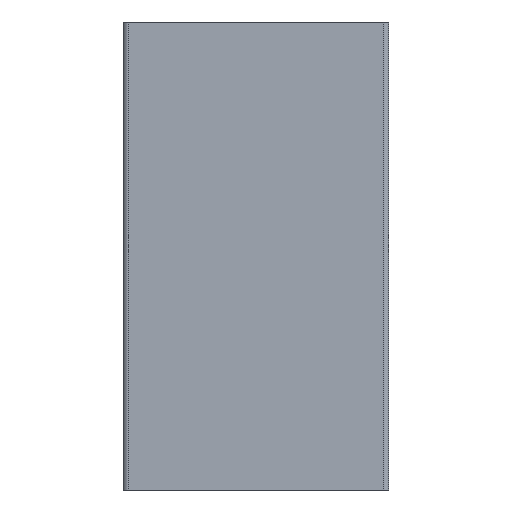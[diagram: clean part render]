
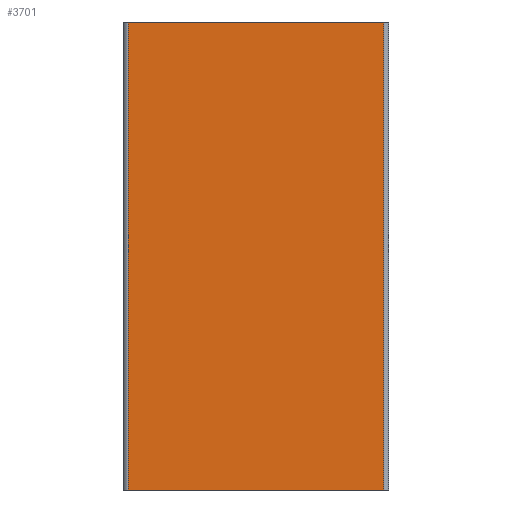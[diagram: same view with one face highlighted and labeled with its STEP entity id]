
A CAD part, left-side view. The second image highlights one B-rep face of the part: STEP entity #3701.
In plain terms, the highlighted planar face has unit normal (-1, 0, 0).
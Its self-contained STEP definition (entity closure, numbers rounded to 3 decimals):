
#560 = CARTESIAN_POINT ( 'NONE',  ( -60.723, 13.558, -22. ) ) ;
#821 = EDGE_LOOP ( 'NONE', ( #6683, #6706, #6659, #6652 ) ) ;
#1470 = EDGE_CURVE ( 'NONE', #5117, #5397, #1996, .T. ) ;
#1473 = EDGE_CURVE ( 'NONE', #5124, #5397, #1995, .T. ) ;
#1995 = LINE ( 'NONE', #560, #2003 ) ;
#1996 = LINE ( 'NONE', #4147, #2000 ) ;
#2000 = VECTOR ( 'NONE', #4151, 1000. ) ;
#2003 = VECTOR ( 'NONE', #4152, 1000. ) ;
#2963 = CARTESIAN_POINT ( 'NONE',  ( -60.723, -10.442, 22. ) ) ;
#2970 = CARTESIAN_POINT ( 'NONE',  ( -60.723, 13.558, -22. ) ) ;
#2977 = CARTESIAN_POINT ( 'NONE',  ( -60.723, 13.558, 22. ) ) ;
#2978 = CARTESIAN_POINT ( 'NONE',  ( -60.723, -10.442, -22. ) ) ;
#3701 = ADVANCED_FACE ( 'NONE', ( #6792 ), #3967, .F. ) ;
#3967 = PLANE ( 'NONE',  #5780 ) ;
#3974 = CARTESIAN_POINT ( 'NONE',  ( -60.723, -10.442, -22. ) ) ;
#3975 = DIRECTION ( 'NONE',  ( 1., 0., 0. ) ) ;
#3976 = DIRECTION ( 'NONE',  ( 0., 0., -1. ) ) ;
#4147 = CARTESIAN_POINT ( 'NONE',  ( -60.723, -10.442, 22. ) ) ;
#4151 = DIRECTION ( 'NONE',  ( 0., 1., 0. ) ) ;
#4152 = DIRECTION ( 'NONE',  ( 0., 0., 1. ) ) ;
#4194 = LINE ( 'NONE', #5501, #4207 ) ;
#4203 = LINE ( 'NONE', #5489, #4205 ) ;
#4205 = VECTOR ( 'NONE', #5498, 1000. ) ;
#4207 = VECTOR ( 'NONE', #5494, 1000. ) ;
#5117 = VERTEX_POINT ( 'NONE', #2963 ) ;
#5124 = VERTEX_POINT ( 'NONE', #2970 ) ;
#5397 = VERTEX_POINT ( 'NONE', #2977 ) ;
#5399 = VERTEX_POINT ( 'NONE', #2978 ) ;
#5489 = CARTESIAN_POINT ( 'NONE',  ( -60.723, -10.442, -22. ) ) ;
#5494 = DIRECTION ( 'NONE',  ( 0., 0., 1. ) ) ;
#5498 = DIRECTION ( 'NONE',  ( 0., 1., 0. ) ) ;
#5501 = CARTESIAN_POINT ( 'NONE',  ( -60.723, -10.442, -22. ) ) ;
#5780 = AXIS2_PLACEMENT_3D ( 'NONE', #3974, #3975, #3976 ) ;
#6236 = EDGE_CURVE ( 'NONE', #5399, #5124, #4203, .T. ) ;
#6238 = EDGE_CURVE ( 'NONE', #5399, #5117, #4194, .T. ) ;
#6652 = ORIENTED_EDGE ( 'NONE', *, *, #6238, .T. ) ;
#6659 = ORIENTED_EDGE ( 'NONE', *, *, #6236, .F. ) ;
#6683 = ORIENTED_EDGE ( 'NONE', *, *, #1470, .T. ) ;
#6706 = ORIENTED_EDGE ( 'NONE', *, *, #1473, .F. ) ;
#6792 = FACE_OUTER_BOUND ( 'NONE', #821, .T. ) ;
